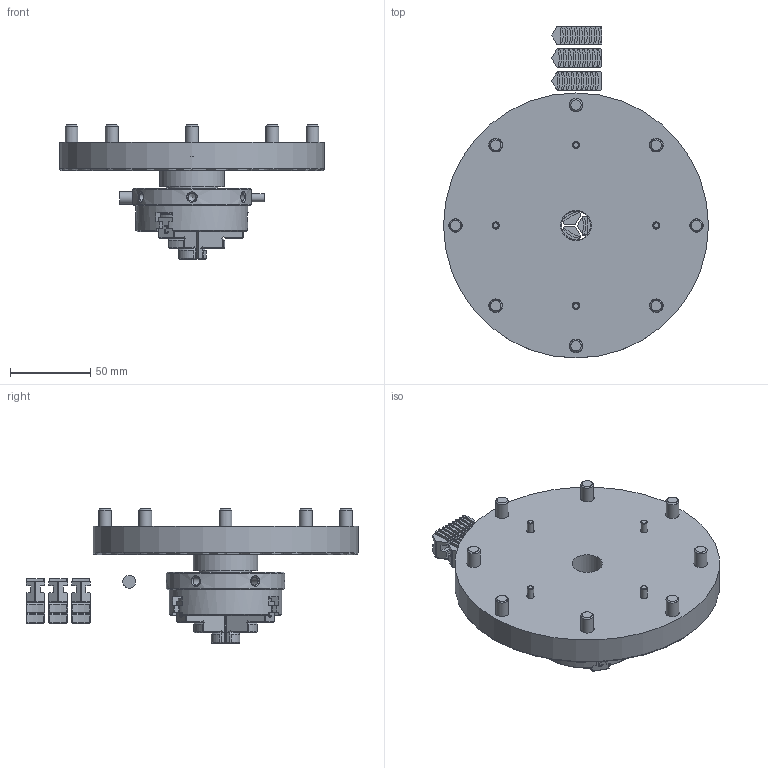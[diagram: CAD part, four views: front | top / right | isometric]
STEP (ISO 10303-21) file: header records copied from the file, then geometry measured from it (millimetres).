
FILE_DESCRIPTION(/* description */ ('Spannfutter und Flansch DGS 70'),/* implementation_level */ '2;1');
FILE_NAME(/* name */ 'FC-70SS3.stp',/* time_stamp */ '2020-03-08T10:22:53+01:00',/* author */ ('Valentin'),/* organization */ (''),/* preprocessor_version */ 'ST-DEVELOPER v18',/* originating_system */ 'Autodesk Inventor 2020',/* authorisation */ '');
FILE_SCHEMA (('AUTOMOTIVE_DESIGN { 1 0 10303 214 3 1 1 }'));
Length unit declared in the file: millimetre
Products named in the file (20): 15138.070; 15138.070.001; 15138.070.000; 15138.070.011; DGS.070.012; DGS.070.016; DGS.070.017; DGS.070.018; DIN 912 - M3 x 30; DGS.070.013; DGS.070.013.001; DGS.070.013.002; DGS.070.013.003; DGS.070.014.set; DGS.070.014.001; DGS.070.014.002; DGS.070.014.003; 15138.070.020; DIN 912 - M4 x 20; DIN 912 - M8 x 20
Assembly tree (31 placements, depth 4):
  15138.070
    15138.070.001
      15138.070.000
        15138.070.011
        DGS.070.012
        DGS.070.016
        DGS.070.017
        DGS.070.018
        DIN 912 - M3 x 30  x3
      DGS.070.013
        DGS.070.013.001
        DGS.070.013.002
        DGS.070.013.003
      DGS.070.014.set
        DGS.070.014.001
        DGS.070.014.002
        DGS.070.014.003
    15138.070.020
    DIN 912 - M8 x 20  x8
    DIN 912 - M4 x 20  x4
Bounding box: 165 x 206.75 x 83.7 mm (x, y, z)
Volume: 509450.4 mm3; surface area: 128037.5 mm2
Topology: 27 solids, 27 shells, 1645 faces, 4375 edges, 2907 vertices
Faces by surface type: plane 906, cylinder 431, bspline 183, cone 94, torus 31
Full cylindrical faces by diameter (mm): 2.459 x3, 2.5 x2, 3 x3, 3.2 x3, 4 x4, 4.5 x4, 5 x7, 5.5 x3, 5.7 x3, 7 x4, 7.5 x4, 8 x9, 8.5 x8, 13 x8, 13.5 x8, 18 x1, 19 x1, 30.3 x1, 32 x4, 33 x2, 34 x1, 40 x1, 46 x1, 47 x1, 57.5 x1, 58 x1, 70 x1, 74 x1, 165 x1
Entity records: 48417 total; most frequent: CARTESIAN_POINT 11942, ORIENTED_EDGE 7746, DIRECTION 7070, EDGE_CURVE 3873, VERTEX_POINT 2561, AXIS2_PLACEMENT_3D 2392, LINE 2286, VECTOR 2286
